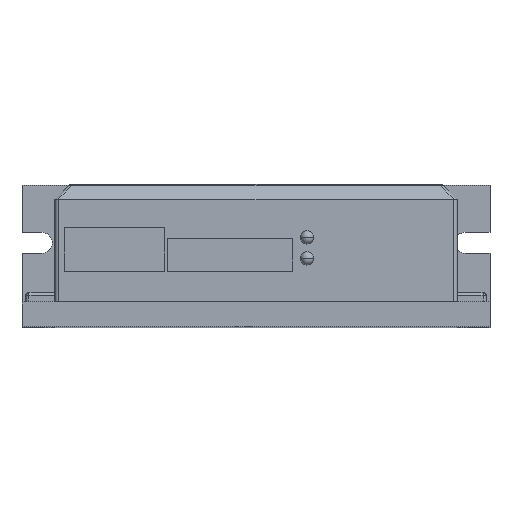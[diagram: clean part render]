
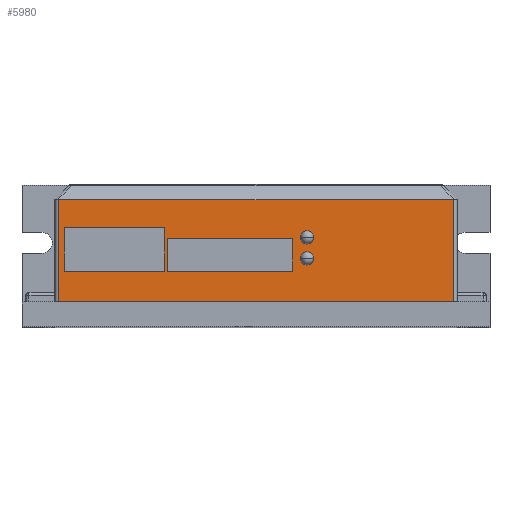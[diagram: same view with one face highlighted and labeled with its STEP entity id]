
A CAD part, top view. The second image highlights one B-rep face of the part: STEP entity #5980.
In plain terms, the highlighted planar face has unit normal (0, 0, 1).
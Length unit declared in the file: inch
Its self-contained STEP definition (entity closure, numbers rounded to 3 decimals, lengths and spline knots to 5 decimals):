
#10 = VERTEX_POINT ( 'NONE', #8256 ) ;
#80 = CARTESIAN_POINT ( 'NONE',  ( -0.69673, -0.22271, 0. ) ) ;
#149 = VERTEX_POINT ( 'NONE', #1958 ) ;
#208 = AXIS2_PLACEMENT_3D ( 'NONE', #6583, #1926, #2651 ) ;
#243 = CARTESIAN_POINT ( 'NONE',  ( 0.35028, -0.12044, 0. ) ) ;
#280 = LINE ( 'NONE', #5196, #2442 ) ;
#294 = VECTOR ( 'NONE', #2265, 39.37008 ) ;
#351 = FACE_BOUND ( 'NONE', #6542, .T. ) ;
#374 = DIRECTION ( 'NONE',  ( 0., -1., 0. ) ) ;
#447 = CARTESIAN_POINT ( 'NONE',  ( -1.56055, 0.34457, 0. ) ) ;
#529 = VERTEX_POINT ( 'NONE', #817 ) ;
#561 = DIRECTION ( 'NONE',  ( -1., 0., 0. ) ) ;
#621 = DIRECTION ( 'NONE',  ( -1., 0., 0. ) ) ;
#650 = CARTESIAN_POINT ( 'NONE',  ( -0.71991, -0.46457, 0. ) ) ;
#680 = CARTESIAN_POINT ( 'NONE',  ( -1.56055, -0.46457, 0. ) ) ;
#817 = CARTESIAN_POINT ( 'NONE',  ( -1.51491, -0.22271, 0. ) ) ;
#882 = AXIS2_PLACEMENT_3D ( 'NONE', #1158, #1822, #2480 ) ;
#953 = EDGE_CURVE ( 'NONE', #2441, #7207, #4083, .T. ) ;
#1055 = VERTEX_POINT ( 'NONE', #5079 ) ;
#1158 = CARTESIAN_POINT ( 'NONE',  ( 0.4027, 0.04576, 0. ) ) ;
#1292 = VECTOR ( 'NONE', #6799, 39.37008 ) ;
#1297 = FACE_BOUND ( 'NONE', #5504, .T. ) ;
#1301 = CARTESIAN_POINT ( 'NONE',  ( 0.4027, -0.12044, 0. ) ) ;
#1437 = LINE ( 'NONE', #3830, #8175 ) ;
#1443 = CARTESIAN_POINT ( 'NONE',  ( -0.71991, -0.22271, 0. ) ) ;
#1454 = CARTESIAN_POINT ( 'NONE',  ( 0.35028, 0.04576, 0. ) ) ;
#1468 = ORIENTED_EDGE ( 'NONE', *, *, #5193, .T. ) ;
#1489 = VERTEX_POINT ( 'NONE', #2899 ) ;
#1491 = EDGE_CURVE ( 'NONE', #1055, #8043, #5311, .T. ) ;
#1499 = ORIENTED_EDGE ( 'NONE', *, *, #7935, .T. ) ;
#1540 = EDGE_LOOP ( 'NONE', ( #4575, #8310 ) ) ;
#1603 = CARTESIAN_POINT ( 'NONE',  ( -1.56055, -0.46457, 0. ) ) ;
#1607 = AXIS2_PLACEMENT_3D ( 'NONE', #680, #2023, #2083 ) ;
#1633 = CARTESIAN_POINT ( 'NONE',  ( -1.56055, -0.46457, 0. ) ) ;
#1635 = CARTESIAN_POINT ( 'NONE',  ( -1.56055, -0.22271, 0. ) ) ;
#1705 = FACE_BOUND ( 'NONE', #2321, .T. ) ;
#1729 = ORIENTED_EDGE ( 'NONE', *, *, #4201, .T. ) ;
#1807 = AXIS2_PLACEMENT_3D ( 'NONE', #1301, #2686, #561 ) ;
#1817 = CIRCLE ( 'NONE', #882, 0.05241 ) ;
#1822 = DIRECTION ( 'NONE',  ( 0., 0., -1. ) ) ;
#1916 = FACE_BOUND ( 'NONE', #1540, .T. ) ;
#1926 = DIRECTION ( 'NONE',  ( 0., 0., -1. ) ) ;
#1958 = CARTESIAN_POINT ( 'NONE',  ( 0.45511, -0.12044, 0. ) ) ;
#1963 = CIRCLE ( 'NONE', #208, 0.05241 ) ;
#1983 = VERTEX_POINT ( 'NONE', #1454 ) ;
#2023 = DIRECTION ( 'NONE',  ( 0., 0., 1. ) ) ;
#2083 = DIRECTION ( 'NONE',  ( 1., 0., 0. ) ) ;
#2085 = CARTESIAN_POINT ( 'NONE',  ( 0.2919, -0.22271, 0. ) ) ;
#2235 = EDGE_CURVE ( 'NONE', #3962, #149, #3707, .T. ) ;
#2265 = DIRECTION ( 'NONE',  ( 1., 0., 0. ) ) ;
#2321 = EDGE_LOOP ( 'NONE', ( #2627, #7258, #5121, #1468 ) ) ;
#2441 = VERTEX_POINT ( 'NONE', #2719 ) ;
#2442 = VECTOR ( 'NONE', #6432, 39.37008 ) ;
#2480 = DIRECTION ( 'NONE',  ( -1., 0., 0. ) ) ;
#2546 = VECTOR ( 'NONE', #7973, 39.37008 ) ;
#2568 = CARTESIAN_POINT ( 'NONE',  ( -1.56055, -0.22271, 0. ) ) ;
#2597 = CARTESIAN_POINT ( 'NONE',  ( 0.4027, -0.12044, 0. ) ) ;
#2627 = ORIENTED_EDGE ( 'NONE', *, *, #7647, .T. ) ;
#2651 = DIRECTION ( 'NONE',  ( -1., 0., 0. ) ) ;
#2686 = DIRECTION ( 'NONE',  ( 0., 0., -1. ) ) ;
#2719 = CARTESIAN_POINT ( 'NONE',  ( 1.56055, -0.46457, 0. ) ) ;
#2737 = EDGE_CURVE ( 'NONE', #10, #1983, #1963, .T. ) ;
#2812 = CIRCLE ( 'NONE', #4634, 0.05241 ) ;
#2856 = FACE_OUTER_BOUND ( 'NONE', #7692, .T. ) ;
#2857 = CARTESIAN_POINT ( 'NONE',  ( -0.69673, -0.46457, 0. ) ) ;
#2899 = CARTESIAN_POINT ( 'NONE',  ( -0.69673, 0.03723, 0. ) ) ;
#2976 = VECTOR ( 'NONE', #374, 39.37008 ) ;
#2988 = CARTESIAN_POINT ( 'NONE',  ( -1.85039, -0.46457, 0. ) ) ;
#3123 = VERTEX_POINT ( 'NONE', #8307 ) ;
#3134 = EDGE_CURVE ( 'NONE', #6351, #3729, #4855, .T. ) ;
#3250 = ORIENTED_EDGE ( 'NONE', *, *, #7148, .T. ) ;
#3368 = VECTOR ( 'NONE', #6938, 39.37008 ) ;
#3544 = ORIENTED_EDGE ( 'NONE', *, *, #3980, .T. ) ;
#3692 = ORIENTED_EDGE ( 'NONE', *, *, #5301, .T. ) ;
#3707 = CIRCLE ( 'NONE', #1807, 0.05241 ) ;
#3729 = VERTEX_POINT ( 'NONE', #7858 ) ;
#3830 = CARTESIAN_POINT ( 'NONE',  ( -1.51491, -0.46457, 0. ) ) ;
#3836 = ORIENTED_EDGE ( 'NONE', *, *, #2235, .T. ) ;
#3861 = VERTEX_POINT ( 'NONE', #1443 ) ;
#3902 = ORIENTED_EDGE ( 'NONE', *, *, #3134, .T. ) ;
#3911 = VECTOR ( 'NONE', #8132, 39.37008 ) ;
#3937 = VECTOR ( 'NONE', #8246, 39.37008 ) ;
#3962 = VERTEX_POINT ( 'NONE', #243 ) ;
#3980 = EDGE_CURVE ( 'NONE', #3861, #529, #4020, .T. ) ;
#4020 = LINE ( 'NONE', #1635, #5137 ) ;
#4083 = LINE ( 'NONE', #2988, #3368 ) ;
#4102 = DIRECTION ( 'NONE',  ( 0., -1., 0. ) ) ;
#4201 = EDGE_CURVE ( 'NONE', #529, #3123, #1437, .T. ) ;
#4372 = EDGE_CURVE ( 'NONE', #8043, #4513, #7755, .T. ) ;
#4480 = EDGE_CURVE ( 'NONE', #8236, #3861, #6334, .T. ) ;
#4513 = VERTEX_POINT ( 'NONE', #80 ) ;
#4575 = ORIENTED_EDGE ( 'NONE', *, *, #5479, .T. ) ;
#4634 = AXIS2_PLACEMENT_3D ( 'NONE', #2597, #7183, #8516 ) ;
#4855 = LINE ( 'NONE', #447, #3911 ) ;
#4877 = EDGE_CURVE ( 'NONE', #2441, #6351, #280, .T. ) ;
#5027 = CARTESIAN_POINT ( 'NONE',  ( -1.56055, 0.12246, 0. ) ) ;
#5079 = CARTESIAN_POINT ( 'NONE',  ( 0.2919, 0.03723, 0. ) ) ;
#5121 = ORIENTED_EDGE ( 'NONE', *, *, #4372, .T. ) ;
#5137 = VECTOR ( 'NONE', #7487, 39.37008 ) ;
#5193 = EDGE_CURVE ( 'NONE', #4513, #1489, #6319, .T. ) ;
#5196 = CARTESIAN_POINT ( 'NONE',  ( 1.56055, -0.46457, 0. ) ) ;
#5301 = EDGE_CURVE ( 'NONE', #3729, #7207, #8165, .T. ) ;
#5311 = LINE ( 'NONE', #7520, #1292 ) ;
#5339 = VECTOR ( 'NONE', #4102, 39.37008 ) ;
#5397 = ORIENTED_EDGE ( 'NONE', *, *, #4480, .T. ) ;
#5479 = EDGE_CURVE ( 'NONE', #1983, #10, #1817, .T. ) ;
#5504 = EDGE_LOOP ( 'NONE', ( #3250, #5397, #3544, #1729 ) ) ;
#5578 = CARTESIAN_POINT ( 'NONE',  ( 1.56055, 0.34457, 0. ) ) ;
#5760 = DIRECTION ( 'NONE',  ( 0., 1., 0. ) ) ;
#5956 = LINE ( 'NONE', #5027, #294 ) ;
#5980 = ADVANCED_FACE ( 'NONE', ( #2856, #1705, #1297, #1916, #351 ), #6616, .T. ) ;
#6106 = CARTESIAN_POINT ( 'NONE',  ( -0.71991, 0.12246, 0. ) ) ;
#6319 = LINE ( 'NONE', #2857, #2546 ) ;
#6334 = LINE ( 'NONE', #650, #5339 ) ;
#6351 = VERTEX_POINT ( 'NONE', #5578 ) ;
#6387 = ORIENTED_EDGE ( 'NONE', *, *, #4877, .T. ) ;
#6432 = DIRECTION ( 'NONE',  ( 0., 1., 0. ) ) ;
#6542 = EDGE_LOOP ( 'NONE', ( #3836, #1499 ) ) ;
#6583 = CARTESIAN_POINT ( 'NONE',  ( 0.4027, 0.04576, 0. ) ) ;
#6616 = PLANE ( 'NONE',  #1607 ) ;
#6799 = DIRECTION ( 'NONE',  ( 0., -1., 0. ) ) ;
#6938 = DIRECTION ( 'NONE',  ( -1., 0., 0. ) ) ;
#7083 = LINE ( 'NONE', #7582, #3937 ) ;
#7148 = EDGE_CURVE ( 'NONE', #3123, #8236, #5956, .T. ) ;
#7183 = DIRECTION ( 'NONE',  ( 0., 0., -1. ) ) ;
#7207 = VERTEX_POINT ( 'NONE', #1603 ) ;
#7258 = ORIENTED_EDGE ( 'NONE', *, *, #1491, .T. ) ;
#7487 = DIRECTION ( 'NONE',  ( -1., 0., 0. ) ) ;
#7520 = CARTESIAN_POINT ( 'NONE',  ( 0.2919, -0.46457, 0. ) ) ;
#7575 = ORIENTED_EDGE ( 'NONE', *, *, #953, .F. ) ;
#7582 = CARTESIAN_POINT ( 'NONE',  ( -1.56055, 0.03723, 0. ) ) ;
#7647 = EDGE_CURVE ( 'NONE', #1489, #1055, #7083, .T. ) ;
#7692 = EDGE_LOOP ( 'NONE', ( #6387, #3902, #3692, #7575 ) ) ;
#7755 = LINE ( 'NONE', #2568, #8390 ) ;
#7858 = CARTESIAN_POINT ( 'NONE',  ( -1.56055, 0.34457, 0. ) ) ;
#7935 = EDGE_CURVE ( 'NONE', #149, #3962, #2812, .T. ) ;
#7973 = DIRECTION ( 'NONE',  ( 0., 1., 0. ) ) ;
#8043 = VERTEX_POINT ( 'NONE', #2085 ) ;
#8132 = DIRECTION ( 'NONE',  ( -1., 0., 0. ) ) ;
#8165 = LINE ( 'NONE', #1633, #2976 ) ;
#8175 = VECTOR ( 'NONE', #5760, 39.37008 ) ;
#8236 = VERTEX_POINT ( 'NONE', #6106 ) ;
#8246 = DIRECTION ( 'NONE',  ( 1., 0., 0. ) ) ;
#8256 = CARTESIAN_POINT ( 'NONE',  ( 0.45511, 0.04576, 0. ) ) ;
#8307 = CARTESIAN_POINT ( 'NONE',  ( -1.51491, 0.12246, 0. ) ) ;
#8310 = ORIENTED_EDGE ( 'NONE', *, *, #2737, .T. ) ;
#8390 = VECTOR ( 'NONE', #621, 39.37008 ) ;
#8516 = DIRECTION ( 'NONE',  ( -1., 0., 0. ) ) ;
